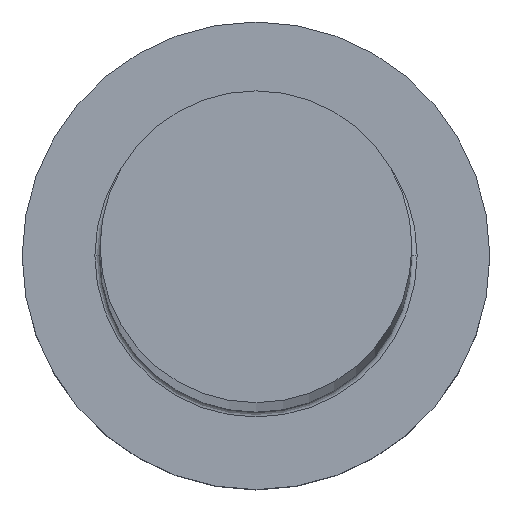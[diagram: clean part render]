
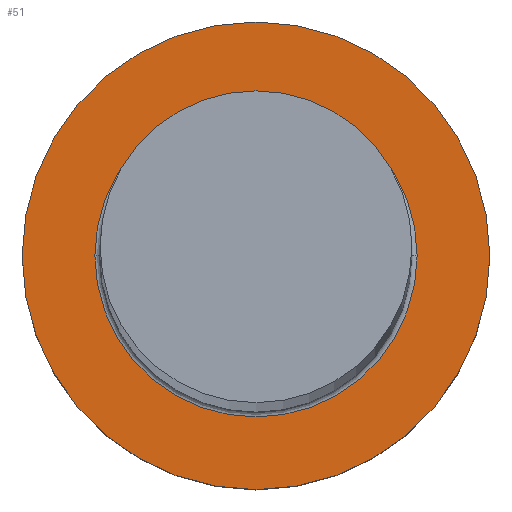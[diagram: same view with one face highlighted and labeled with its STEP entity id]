
A CAD part, top view. The second image highlights one B-rep face of the part: STEP entity #51.
In plain terms, the highlighted planar face has unit normal (0, 0, 1).
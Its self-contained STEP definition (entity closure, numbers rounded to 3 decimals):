
#8 = DIRECTION ( 'NONE',  ( 0., 0., -1. ) ) ;
#9 = PLANE ( 'NONE',  #69 ) ;
#19 = FACE_BOUND ( 'NONE', #92, .T. ) ;
#21 = AXIS2_PLACEMENT_3D ( 'NONE', #215, #193, #216 ) ;
#30 = CARTESIAN_POINT ( 'NONE',  ( 0., 0., 7. ) ) ;
#33 = DIRECTION ( 'NONE',  ( 1., 0., 0. ) ) ;
#35 = VERTEX_POINT ( 'NONE', #117 ) ;
#36 = EDGE_CURVE ( 'NONE', #263, #225, #277, .T. ) ;
#51 = ADVANCED_FACE ( 'NONE', ( #19, #222 ), #9, .T. ) ;
#58 = DIRECTION ( 'NONE',  ( 0., 0., 1. ) ) ;
#69 = AXIS2_PLACEMENT_3D ( 'NONE', #149, #103, #79 ) ;
#71 = CARTESIAN_POINT ( 'NONE',  ( -6.2, 0., 7. ) ) ;
#74 = DIRECTION ( 'NONE',  ( 0., 0., 1. ) ) ;
#79 = DIRECTION ( 'NONE',  ( 1., 0., 0. ) ) ;
#92 = EDGE_LOOP ( 'NONE', ( #171, #175 ) ) ;
#103 = DIRECTION ( 'NONE',  ( 0., 0., 1. ) ) ;
#117 = CARTESIAN_POINT ( 'NONE',  ( 6.2, 0., 7. ) ) ;
#118 = CIRCLE ( 'NONE', #287, 9. ) ;
#122 = EDGE_CURVE ( 'NONE', #225, #263, #118, .T. ) ;
#126 = CARTESIAN_POINT ( 'NONE',  ( 9., 0., 7. ) ) ;
#135 = EDGE_LOOP ( 'NONE', ( #148, #268 ) ) ;
#148 = ORIENTED_EDGE ( 'NONE', *, *, #36, .T. ) ;
#149 = CARTESIAN_POINT ( 'NONE',  ( 0., 0., 7. ) ) ;
#160 = CARTESIAN_POINT ( 'NONE',  ( -9., 0., 7. ) ) ;
#167 = DIRECTION ( 'NONE',  ( 1., 0., 0. ) ) ;
#171 = ORIENTED_EDGE ( 'NONE', *, *, #209, .T. ) ;
#175 = ORIENTED_EDGE ( 'NONE', *, *, #235, .T. ) ;
#193 = DIRECTION ( 'NONE',  ( 0., 0., -1. ) ) ;
#196 = VERTEX_POINT ( 'NONE', #71 ) ;
#209 = EDGE_CURVE ( 'NONE', #35, #196, #270, .T. ) ;
#210 = DIRECTION ( 'NONE',  ( 1., 0., 0. ) ) ;
#215 = CARTESIAN_POINT ( 'NONE',  ( 0., 0., 7. ) ) ;
#216 = DIRECTION ( 'NONE',  ( 1., 0., 0. ) ) ;
#221 = CARTESIAN_POINT ( 'NONE',  ( 0., 0., 7. ) ) ;
#222 = FACE_OUTER_BOUND ( 'NONE', #135, .T. ) ;
#225 = VERTEX_POINT ( 'NONE', #126 ) ;
#235 = EDGE_CURVE ( 'NONE', #196, #35, #278, .T. ) ;
#245 = AXIS2_PLACEMENT_3D ( 'NONE', #292, #58, #210 ) ;
#263 = VERTEX_POINT ( 'NONE', #160 ) ;
#268 = ORIENTED_EDGE ( 'NONE', *, *, #122, .T. ) ;
#270 = CIRCLE ( 'NONE', #21, 6.2 ) ;
#277 = CIRCLE ( 'NONE', #245, 9. ) ;
#278 = CIRCLE ( 'NONE', #295, 6.2 ) ;
#287 = AXIS2_PLACEMENT_3D ( 'NONE', #30, #74, #33 ) ;
#292 = CARTESIAN_POINT ( 'NONE',  ( 0., 0., 7. ) ) ;
#295 = AXIS2_PLACEMENT_3D ( 'NONE', #221, #8, #167 ) ;
